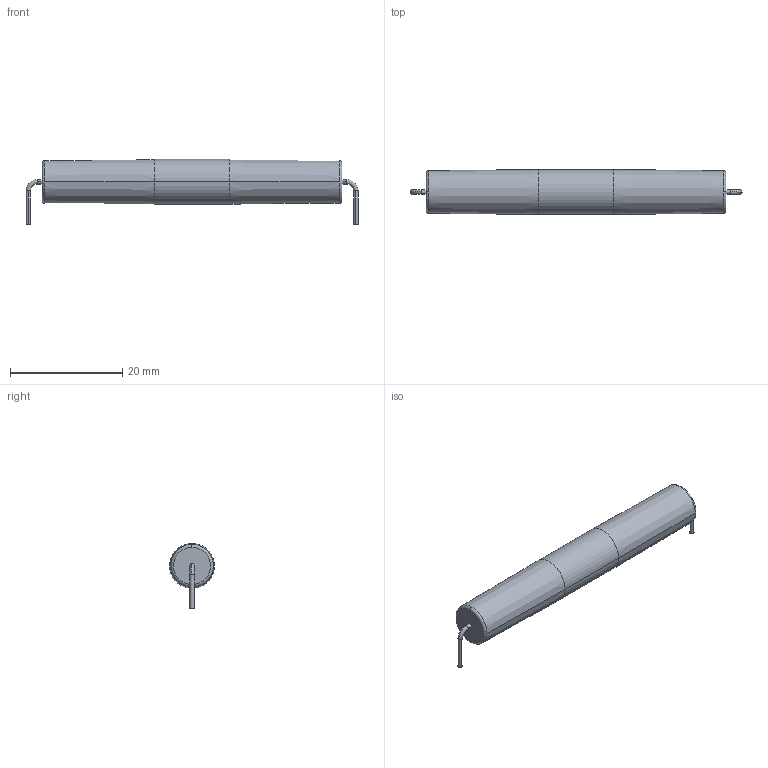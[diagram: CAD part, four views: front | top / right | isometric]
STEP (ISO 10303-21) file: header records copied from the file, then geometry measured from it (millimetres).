
FILE_DESCRIPTION((''),'2;1');
FILE_NAME('RES_WELWYN_W24.stp','2011-02-15T13:23:16',(''),(''),'Mechanical Desktop 2011','Mechanical Desktop 2011',', , ');
FILE_SCHEMA(('AUTOMOTIVE_DESIGN { 1 2 10303 214 1 1 1 1 }'));
Length unit declared in the file: millimetre
Products named in the file (1): Product
Bounding box: 59.22 x 8 x 11.6 mm (x, y, z)
Volume: 2597.3 mm3; surface area: 1449.1 mm2
Topology: 3 solids, 3 shells, 28 faces, 64 edges, 42 vertices
Faces by surface type: bspline 8, torus 6, cylinder 6, plane 4, cone 4
Entity records: 1004 total; most frequent: CARTESIAN_POINT 297, DIRECTION 156, ORIENTED_EDGE 128, AXIS2_PLACEMENT_3D 71, EDGE_CURVE 64, CIRCLE 50, VERTEX_POINT 42, EDGE_LOOP 28
